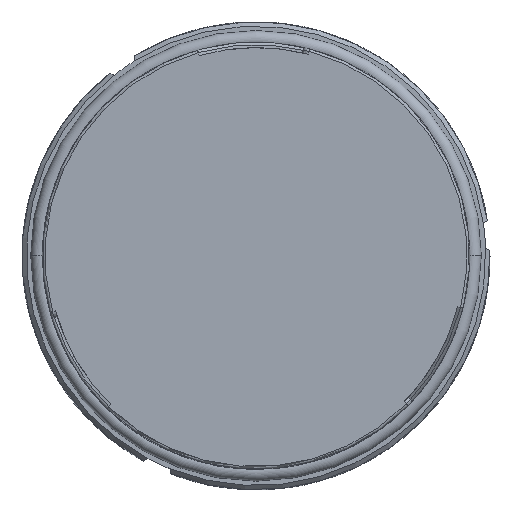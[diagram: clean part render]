
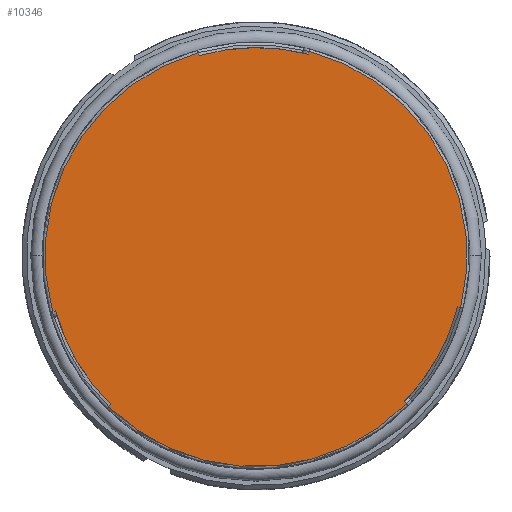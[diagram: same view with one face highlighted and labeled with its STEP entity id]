
A CAD part, top view. The second image highlights one B-rep face of the part: STEP entity #10346.
In plain terms, the highlighted planar face has unit normal (0, 0, 1).
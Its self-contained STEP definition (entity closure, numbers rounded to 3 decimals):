
#1=DIRECTION('',(0.969,-0.245,0.));
#2=VECTOR('',#1,0.35);
#3=CARTESIAN_POINT('',(23.267,-5.886,0.));
#4=LINE('',#3,#2);
#5=CARTESIAN_POINT('',(0.,0.,0.));
#6=DIRECTION('',(0.,0.,-1.));
#7=DIRECTION('',(0.969,-0.245,0.));
#8=AXIS2_PLACEMENT_3D('',#5,#6,#7);
#10=CARTESIAN_POINT('',(17.343,-17.093,0.));
#11=CARTESIAN_POINT('',(17.301,-17.052,0.));
#12=CARTESIAN_POINT('',(17.217,-16.971,0.));
#13=CARTESIAN_POINT('',(17.133,-16.89,0.));
#14=CARTESIAN_POINT('',(17.091,-16.85,0.));
#16=CARTESIAN_POINT('',(0.,0.,0.));
#17=DIRECTION('',(0.,0.,-1.));
#18=DIRECTION('',(0.712,-0.702,0.));
#19=AXIS2_PLACEMENT_3D('',#16,#17,#18);
#21=DIRECTION('',(-0.697,-0.717,0.));
#22=VECTOR('',#21,0.35);
#23=CARTESIAN_POINT('',(-16.731,-17.207,0.));
#24=LINE('',#23,#22);
#25=CARTESIAN_POINT('',(0.,0.,0.));
#26=DIRECTION('',(0.,0.,1.));
#27=DIRECTION('',(-0.964,-0.266,0.));
#28=AXIS2_PLACEMENT_3D('',#25,#26,#27);
#30=CARTESIAN_POINT('',(-23.474,-6.473,
0.));
#31=CARTESIAN_POINT('',(-23.418,-6.457,
0.));
#32=CARTESIAN_POINT('',(-23.306,-6.425,0.));
#33=CARTESIAN_POINT('',(-23.193,-6.392,0.));
#34=CARTESIAN_POINT('',(-23.137,-6.376,0.));
#36=CARTESIAN_POINT('',(0.,0.,0.));
#37=DIRECTION('',(0.,0.,-1.));
#38=DIRECTION('',(-0.964,-0.266,0.));
#39=AXIS2_PLACEMENT_3D('',#36,#37,#38);
#41=DIRECTION('',(-0.272,0.962,0.));
#42=VECTOR('',#41,0.35);
#43=CARTESIAN_POINT('',(-6.536,23.093,0.));
#44=LINE('',#43,#42);
#45=CARTESIAN_POINT('',(6.131,23.565,0.));
#46=CARTESIAN_POINT('',(6.117,23.509,0.));
#47=CARTESIAN_POINT('',(6.089,23.395,0.));
#48=CARTESIAN_POINT('',(6.061,23.282,0.));
#49=CARTESIAN_POINT('',(6.047,23.226,0.));
#51=CARTESIAN_POINT('',(0.,0.,0.));
#52=DIRECTION('',(0.,0.,-1.));
#53=DIRECTION('',(0.252,0.968,0.));
#54=AXIS2_PLACEMENT_3D('',#51,#52,#53);
#78=CARTESIAN_POINT('',(0.,0.,0.));
#79=DIRECTION('',(0.,0.,1.));
#80=DIRECTION('',(0.252,0.968,0.));
#81=AXIS2_PLACEMENT_3D('',#78,#79,#80);
#216=CARTESIAN_POINT('',(-16.731,-17.207,0.));
#218=CARTESIAN_POINT('',(-16.975,-17.458,
0.));
#8265=CARTESIAN_POINT('',(-6.631,23.429,
0.));
#8521=CARTESIAN_POINT('',(17.091,-16.85,0.));
#8547=CARTESIAN_POINT('',(17.343,-17.093,
0.));
#8585=CARTESIAN_POINT('',(6.047,23.226,0.));
#8623=CARTESIAN_POINT('',(-23.137,-6.376,0.));
#8649=CARTESIAN_POINT('',(-23.474,-6.473,
0.));
#9269=CARTESIAN_POINT('',(6.131,23.565,0.));
#9270=CARTESIAN_POINT('',(23.606,-5.972,0.));
#9271=VERTEX_POINT('',#9269);
#9272=VERTEX_POINT('',#9270);
#9289=VERTEX_POINT('',#8265);
#9318=VERTEX_POINT('',#218);
#9324=VERTEX_POINT('',#8547);
#9344=VERTEX_POINT('',#8649);
#10291=VERTEX_POINT('',#216);
#10307=VERTEX_POINT('',#8521);
#10309=VERTEX_POINT('',#8585);
#10310=VERTEX_POINT('',#8623);
#10311=CARTESIAN_POINT('',(-6.536,23.093,0.));
#10312=VERTEX_POINT('',#10311);
#10313=CARTESIAN_POINT('',(23.267,-5.886,0.));
#10314=VERTEX_POINT('',#10313);
#10315=CARTESIAN_POINT('',(0.,0.,0.));
#10316=DIRECTION('',(0.,0.,1.));
#10317=DIRECTION('',(-1.,0.,0.));
#10318=AXIS2_PLACEMENT_3D('',#10315,#10316,#10317);
#10319=PLANE('',#10318);
#10321=ORIENTED_EDGE('',*,*,#10320,.F.);
#10323=ORIENTED_EDGE('',*,*,#10322,.T.);
#10325=ORIENTED_EDGE('',*,*,#10324,.F.);
#10327=ORIENTED_EDGE('',*,*,#10326,.T.);
#10329=ORIENTED_EDGE('',*,*,#10328,.F.);
#10331=ORIENTED_EDGE('',*,*,#10330,.F.);
#10333=ORIENTED_EDGE('',*,*,#10332,.F.);
#10335=ORIENTED_EDGE('',*,*,#10334,.T.);
#10337=ORIENTED_EDGE('',*,*,#10336,.F.);
#10339=ORIENTED_EDGE('',*,*,#10338,.F.);
#10341=ORIENTED_EDGE('',*,*,#10340,.F.);
#10343=ORIENTED_EDGE('',*,*,#10342,.T.);
#10344=EDGE_LOOP('',(#10321,#10323,#10325,#10327,#10329,#10331,#10333,#10335,
#10337,#10339,#10341,#10343));
#10345=FACE_OUTER_BOUND('',#10344,.F.);
#10346=ADVANCED_FACE('',(#10345),#10319,.T.);
#9=CIRCLE('',#8,24.);
#15=B_SPLINE_CURVE_WITH_KNOTS('',3,(#10,#11,#12,#13,#14),.UNSPECIFIED.,.F.,.F.,(
4,1,4),(0.,0.5,1.),.UNSPECIFIED.);
#20=CIRCLE('',#19,24.35);
#29=CIRCLE('',#28,24.);
#35=B_SPLINE_CURVE_WITH_KNOTS('',3,(#30,#31,#32,#33,#34),.UNSPECIFIED.,.F.,.F.,(
4,1,4),(0.,0.5,1.),.UNSPECIFIED.);
#40=CIRCLE('',#39,24.35);
#50=B_SPLINE_CURVE_WITH_KNOTS('',3,(#45,#46,#47,#48,#49),.UNSPECIFIED.,.F.,.F.,(
4,1,4),(0.,0.5,1.),.UNSPECIFIED.);
#55=CIRCLE('',#54,24.35);
#82=CIRCLE('',#81,24.);
#10320=EDGE_CURVE('',#10314,#9272,#4,.T.);
#10322=EDGE_CURVE('',#10314,#10307,#9,.T.);
#10324=EDGE_CURVE('',#9324,#10307,#15,.T.);
#10326=EDGE_CURVE('',#9324,#9318,#20,.T.);
#10328=EDGE_CURVE('',#10291,#9318,#24,.T.);
#10330=EDGE_CURVE('',#10310,#10291,#29,.T.);
#10332=EDGE_CURVE('',#9344,#10310,#35,.T.);
#10334=EDGE_CURVE('',#9344,#9289,#40,.T.);
#10336=EDGE_CURVE('',#10312,#9289,#44,.T.);
#10338=EDGE_CURVE('',#10309,#10312,#82,.T.);
#10340=EDGE_CURVE('',#9271,#10309,#50,.T.);
#10342=EDGE_CURVE('',#9271,#9272,#55,.T.);
